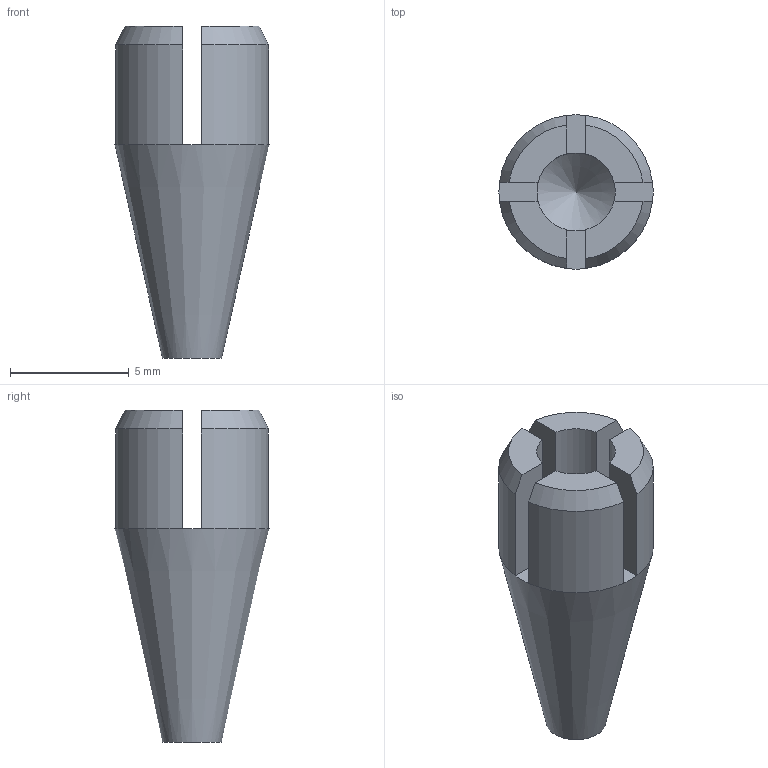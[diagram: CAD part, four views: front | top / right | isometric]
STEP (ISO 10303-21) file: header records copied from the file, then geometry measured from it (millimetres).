
FILE_DESCRIPTION(/* description */ (''),/* implementation_level */ '2;1');
FILE_NAME(/* name */ '3-Watt Speaker Chamber Legs x 4.step',/* time_stamp */ '2025-06-03T16:45:14+01:00',/* author */ (''),/* organization */ (''),/* preprocessor_version */ 'ST-DEVELOPER v20.1',/* originating_system */ 'Autodesk Translation Framework v14.10.0.0',/* authorisation */ '');
FILE_SCHEMA (('AUTOMOTIVE_DESIGN { 1 0 10303 214 3 1 1 }'));
Length unit declared in the file: millimetre
Products named in the file (1): 3-Watt Speaker Chamber
Bounding box: 6.5 x 6.49 x 14 mm (x, y, z)
Volume: 242.8 mm3; surface area: 351.3 mm2
Topology: 1 solids, 1 shells, 31 faces, 74 edges, 44 vertices
Faces by surface type: plane 17, cylinder 8, cone 6
Entity records: 900 total; most frequent: CARTESIAN_POINT 165, DIRECTION 160, ORIENTED_EDGE 146, EDGE_CURVE 73, AXIS2_PLACEMENT_3D 63, VERTEX_POINT 44, LINE 34, VECTOR 34
